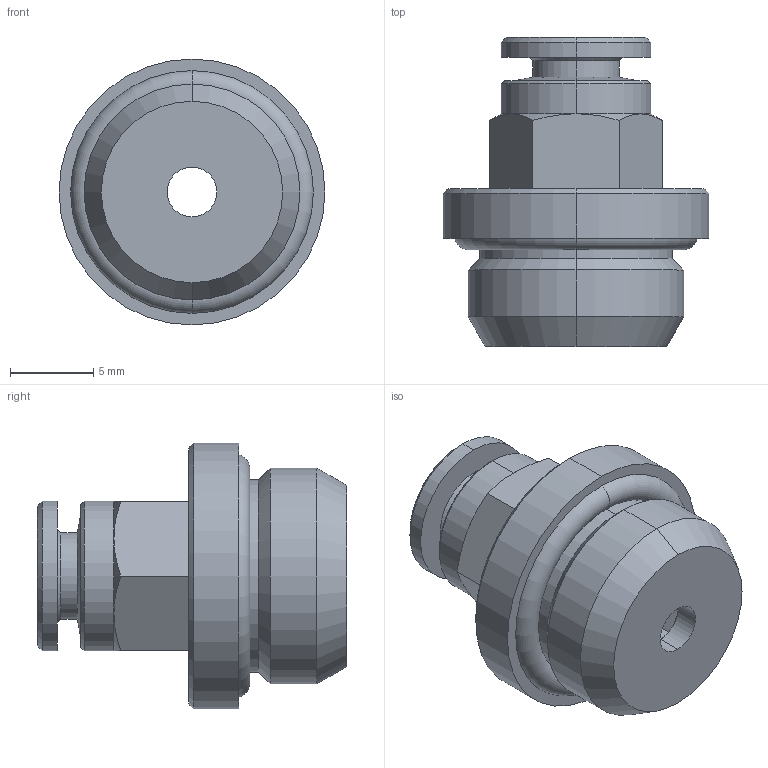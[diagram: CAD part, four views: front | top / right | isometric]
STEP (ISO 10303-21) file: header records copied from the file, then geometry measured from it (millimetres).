
FILE_DESCRIPTION (( 'STEP AP203' ), '1' );
FILE_NAME ('A0020012.STEP', '2009-01-20T07:18:09', ( '' ), ( 'sopra-pneumatic' ), 'SwSTEP 2.0', 'SolidWorks 2008', '' );
FILE_SCHEMA (( 'CONFIG_CONTROL_DESIGN' ));
Length unit declared in the file: millimetre
Products named in the file (1): A0020012
Bounding box: 16 x 18.6 x 16 mm (x, y, z)
Volume: 1746.8 mm3; surface area: 1338.3 mm2
Topology: 1 solids, 1 shells, 66 faces, 142 edges, 82 vertices
Faces by surface type: cone 24, plane 24, cylinder 16, torus 2
Entity records: 1893 total; most frequent: CARTESIAN_POINT 377, DIRECTION 318, ORIENTED_EDGE 284, EDGE_CURVE 142, AXIS2_PLACEMENT_3D 127, VERTEX_POINT 82, EDGE_LOOP 72, FACE_OUTER_BOUND 66
